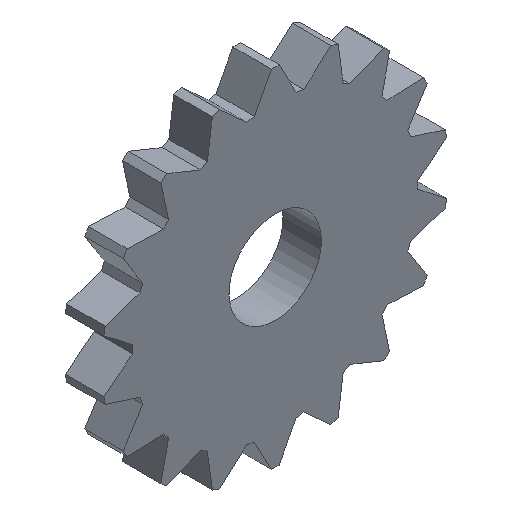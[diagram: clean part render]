
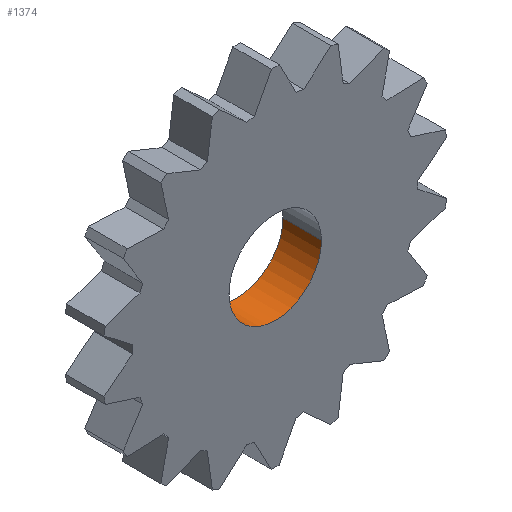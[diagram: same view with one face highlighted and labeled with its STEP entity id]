
A CAD part, isometric view. The second image highlights one B-rep face of the part: STEP entity #1374.
In plain terms, the highlighted cylindrical face has radius 6 mm (diameter 12 mm), a partial arc.
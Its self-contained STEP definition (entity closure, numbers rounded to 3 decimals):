
#6=CARTESIAN_POINT('',(0.,0.,0.));
#7=DIRECTION('',(0.,-1.,0.));
#8=DIRECTION('',(-1.,0.,0.));
#9=AXIS2_PLACEMENT_3D('',#6,#7,#8);
#155=DIRECTION('',(0.,1.,0.));
#156=VECTOR('',#155,5.);
#157=CARTESIAN_POINT('',(6.,0.,0.));
#158=LINE('',#157,#156);
#159=DIRECTION('',(0.,1.,0.));
#160=VECTOR('',#159,5.);
#161=CARTESIAN_POINT('',(-6.,0.,0.));
#162=LINE('',#161,#160);
#168=CARTESIAN_POINT('',(0.,5.,0.));
#169=DIRECTION('',(0.,-1.,0.));
#170=DIRECTION('',(-1.,0.,0.));
#171=AXIS2_PLACEMENT_3D('',#168,#169,#170);
#893=CARTESIAN_POINT('',(6.,0.,0.));
#894=CARTESIAN_POINT('',(-6.,0.,0.));
#895=VERTEX_POINT('',#893);
#896=VERTEX_POINT('',#894);
#897=CARTESIAN_POINT('',(6.,5.,0.));
#898=CARTESIAN_POINT('',(-6.,5.,0.));
#899=VERTEX_POINT('',#897);
#900=VERTEX_POINT('',#898);
#1362=CARTESIAN_POINT('',(0.,0.,0.));
#1363=DIRECTION('',(0.,1.,0.));
#1364=DIRECTION('',(1.,0.,0.));
#1365=AXIS2_PLACEMENT_3D('',#1362,#1363,#1364);
#1366=CYLINDRICAL_SURFACE('',#1365,6.);
#1367=ORIENTED_EDGE('',*,*,#1342,.F.);
#1368=ORIENTED_EDGE('',*,*,#1357,.T.);
#1370=ORIENTED_EDGE('',*,*,#1369,.T.);
#1371=ORIENTED_EDGE('',*,*,#1353,.F.);
#1372=EDGE_LOOP('',(#1367,#1368,#1370,#1371));
#1373=FACE_OUTER_BOUND('',#1372,.F.);
#1374=ADVANCED_FACE('',(#1373),#1366,.F.);
#10=CIRCLE('',#9,6.);
#172=CIRCLE('',#171,6.);
#1342=EDGE_CURVE('',#896,#895,#10,.T.);
#1353=EDGE_CURVE('',#895,#899,#158,.T.);
#1357=EDGE_CURVE('',#896,#900,#162,.T.);
#1369=EDGE_CURVE('',#900,#899,#172,.T.);
